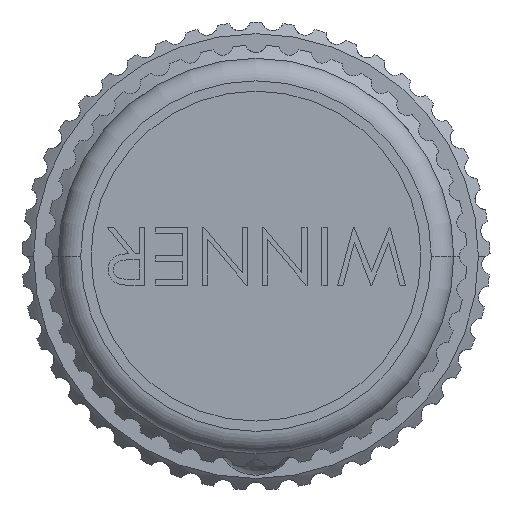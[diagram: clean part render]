
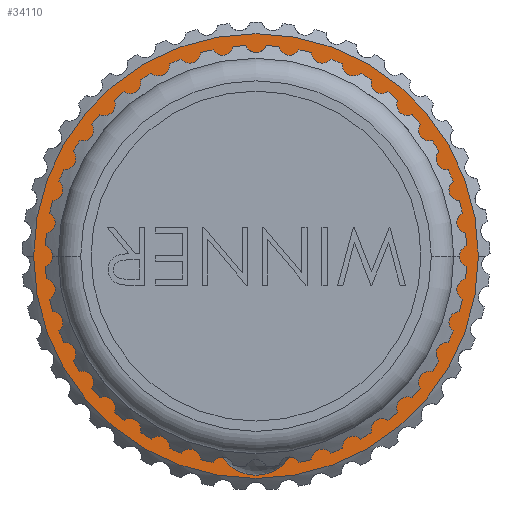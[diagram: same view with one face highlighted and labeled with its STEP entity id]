
A CAD part, left-side view. The second image highlights one B-rep face of the part: STEP entity #34110.
In plain terms, the highlighted planar face has unit normal (-1, 0, 0).
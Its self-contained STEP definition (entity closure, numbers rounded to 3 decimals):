
#611 = VERTEX_POINT ( 'NONE', #5601 ) ;
#1252 = CIRCLE ( 'NONE', #12471, 15.3 ) ;
#1982 = AXIS2_PLACEMENT_3D ( 'NONE', #11500, #17356, #31933 ) ;
#2414 = EDGE_LOOP ( 'NONE', ( #30102, #2883 ) ) ;
#2444 = EDGE_CURVE ( 'NONE', #611, #20567, #10723, .T. ) ;
#2875 = EDGE_CURVE ( 'NONE', #32936, #6786, #5701, .T. ) ;
#2883 = ORIENTED_EDGE ( 'NONE', *, *, #2444, .T. ) ;
#5601 = CARTESIAN_POINT ( 'NONE',  ( -8.02, 15.3, 0. ) ) ;
#5701 = CIRCLE ( 'NONE', #37411, 8.56 ) ;
#6642 = DIRECTION ( 'NONE',  ( -1., 0., 0. ) ) ;
#6786 = VERTEX_POINT ( 'NONE', #10609 ) ;
#8479 = DIRECTION ( 'NONE',  ( 0., 1., 0. ) ) ;
#8587 = ORIENTED_EDGE ( 'NONE', *, *, #2875, .F. ) ;
#9566 = CARTESIAN_POINT ( 'NONE',  ( -8.02, 0., 0. ) ) ;
#10609 = CARTESIAN_POINT ( 'NONE',  ( -8.02, -8.56, 0. ) ) ;
#10723 = CIRCLE ( 'NONE', #16085, 15.3 ) ;
#11500 = CARTESIAN_POINT ( 'NONE',  ( -8.02, 0., 0. ) ) ;
#12471 = AXIS2_PLACEMENT_3D ( 'NONE', #9566, #6642, #12783 ) ;
#12560 = DIRECTION ( 'NONE',  ( 0., 1., 0. ) ) ;
#12783 = DIRECTION ( 'NONE',  ( 0., 1., 0. ) ) ;
#14806 = AXIS2_PLACEMENT_3D ( 'NONE', #21486, #24436, #12560 ) ;
#15307 = CARTESIAN_POINT ( 'NONE',  ( -8.02, 8.56, 0. ) ) ;
#15707 = FACE_OUTER_BOUND ( 'NONE', #2414, .T. ) ;
#16085 = AXIS2_PLACEMENT_3D ( 'NONE', #26091, #22791, #8479 ) ;
#16621 = FACE_BOUND ( 'NONE', #30832, .T. ) ;
#17356 = DIRECTION ( 'NONE',  ( -1., 0., 0. ) ) ;
#18664 = PLANE ( 'NONE',  #14806 ) ;
#20567 = VERTEX_POINT ( 'NONE', #25776 ) ;
#21486 = CARTESIAN_POINT ( 'NONE',  ( -8.02, 0., 0. ) ) ;
#22791 = DIRECTION ( 'NONE',  ( -1., 0., 0. ) ) ;
#22841 = CARTESIAN_POINT ( 'NONE',  ( -8.02, 0., 0. ) ) ;
#24335 = EDGE_CURVE ( 'NONE', #20567, #611, #1252, .T. ) ;
#24436 = DIRECTION ( 'NONE',  ( -1., 0., 0. ) ) ;
#25776 = CARTESIAN_POINT ( 'NONE',  ( -8.02, -15.3, 0. ) ) ;
#26091 = CARTESIAN_POINT ( 'NONE',  ( -8.02, 0., 0. ) ) ;
#28715 = EDGE_CURVE ( 'NONE', #6786, #32936, #28972, .T. ) ;
#28972 = CIRCLE ( 'NONE', #1982, 8.56 ) ;
#30102 = ORIENTED_EDGE ( 'NONE', *, *, #24335, .T. ) ;
#30832 = EDGE_LOOP ( 'NONE', ( #8587, #31611 ) ) ;
#31401 = DIRECTION ( 'NONE',  ( -1., 0., 0. ) ) ;
#31611 = ORIENTED_EDGE ( 'NONE', *, *, #28715, .F. ) ;
#31933 = DIRECTION ( 'NONE',  ( 0., 1., 0. ) ) ;
#32936 = VERTEX_POINT ( 'NONE', #15307 ) ;
#34110 = ADVANCED_FACE ( 'NONE', ( #16621, #15707 ), #18664, .T. ) ;
#37256 = DIRECTION ( 'NONE',  ( 0., 1., 0. ) ) ;
#37411 = AXIS2_PLACEMENT_3D ( 'NONE', #22841, #31401, #37256 ) ;
